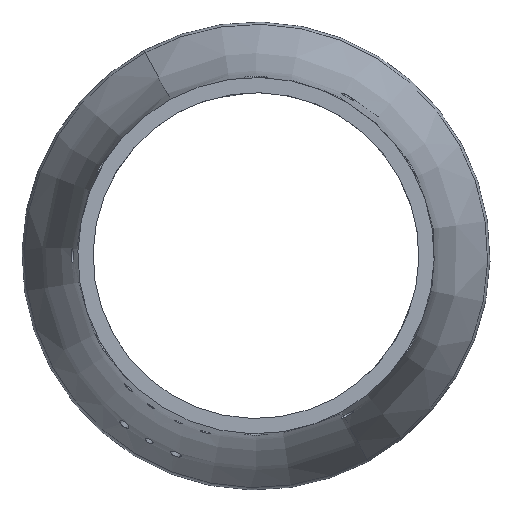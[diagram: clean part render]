
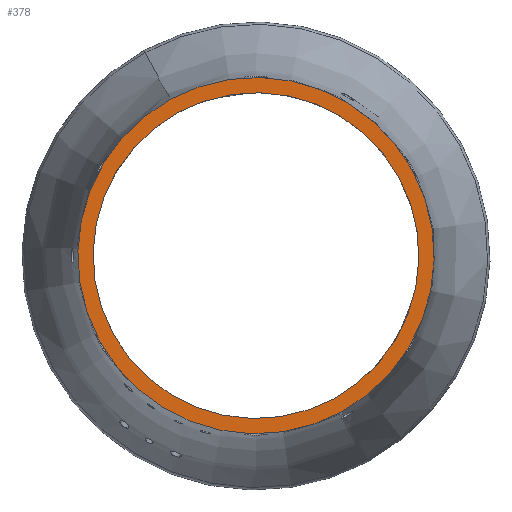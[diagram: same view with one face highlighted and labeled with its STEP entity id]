
A CAD part, top view. The second image highlights one B-rep face of the part: STEP entity #378.
In plain terms, the highlighted planar face has unit normal (0, 0, 1).
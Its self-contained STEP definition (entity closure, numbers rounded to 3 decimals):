
#337=CARTESIAN_POINT('Axis2P3D Location',(0.,40.817,0.)) ;
#342=CARTESIAN_POINT('Axis2P3D Location',(0.,0.,0.)) ;
#346=CARTESIAN_POINT('Vertex',(19.569,-35.821,0.)) ;
#348=CARTESIAN_POINT('Vertex',(-19.569,35.821,0.)) ;
#351=CARTESIAN_POINT('Axis2P3D Location',(0.,0.,0.)) ;
#360=CARTESIAN_POINT('Axis2P3D Location',(0.,0.,0.)) ;
#364=CARTESIAN_POINT('Vertex',(17.891,-32.749,0.)) ;
#366=CARTESIAN_POINT('Vertex',(-17.891,32.749,0.)) ;
#369=CARTESIAN_POINT('Axis2P3D Location',(0.,0.,0.)) ;
#338=DIRECTION('Axis2P3D Direction',(0.,0.,1.)) ;
#339=DIRECTION('Axis2P3D XDirection',(1.,0.,0.)) ;
#343=DIRECTION('Axis2P3D Direction',(0.,0.,1.)) ;
#352=DIRECTION('Axis2P3D Direction',(0.,0.,1.)) ;
#361=DIRECTION('Axis2P3D Direction',(0.,0.,1.)) ;
#370=DIRECTION('Axis2P3D Direction',(0.,0.,1.)) ;
#340=AXIS2_PLACEMENT_3D('Plane Axis2P3D',#337,#338,#339) ;
#344=AXIS2_PLACEMENT_3D('Circle Axis2P3D',#342,#343,$) ;
#353=AXIS2_PLACEMENT_3D('Circle Axis2P3D',#351,#352,$) ;
#362=AXIS2_PLACEMENT_3D('Circle Axis2P3D',#360,#361,$) ;
#371=AXIS2_PLACEMENT_3D('Circle Axis2P3D',#369,#370,$) ;
#357=ORIENTED_EDGE('',*,*,#350,.T.) ;
#358=ORIENTED_EDGE('',*,*,#355,.T.) ;
#375=ORIENTED_EDGE('',*,*,#368,.F.) ;
#376=ORIENTED_EDGE('',*,*,#373,.F.) ;
#377=FACE_BOUND('',#374,.T.) ;
#378=ADVANCED_FACE('Corps principal',(#359,#377),#341,.T.) ;
#345=CIRCLE('generated circle',#344,40.817) ;
#354=CIRCLE('generated circle',#353,40.817) ;
#363=CIRCLE('generated circle',#362,37.317) ;
#372=CIRCLE('generated circle',#371,37.317) ;
#350=EDGE_CURVE('',#347,#349,#345,.T.) ;
#355=EDGE_CURVE('',#349,#347,#354,.T.) ;
#368=EDGE_CURVE('',#365,#367,#363,.T.) ;
#373=EDGE_CURVE('',#367,#365,#372,.T.) ;
#356=EDGE_LOOP('',(#357,#358)) ;
#374=EDGE_LOOP('',(#375,#376)) ;
#359=FACE_OUTER_BOUND('',#356,.T.) ;
#341=PLANE('Plane',#340) ;
#347=VERTEX_POINT('',#346) ;
#349=VERTEX_POINT('',#348) ;
#365=VERTEX_POINT('',#364) ;
#367=VERTEX_POINT('',#366) ;
